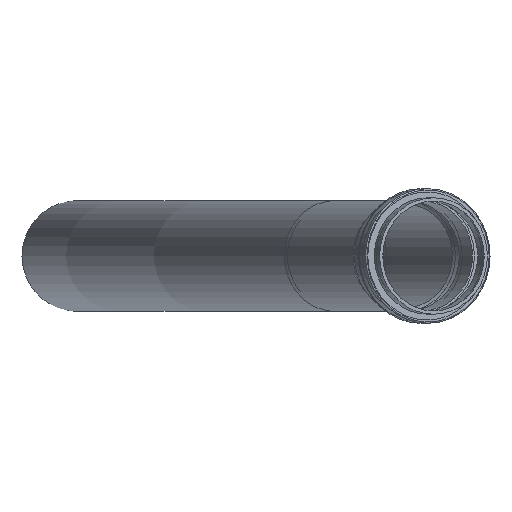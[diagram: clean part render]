
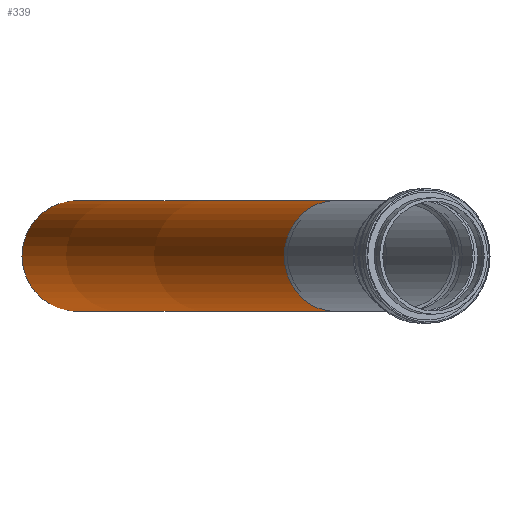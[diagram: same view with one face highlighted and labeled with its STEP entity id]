
A CAD part, left-side view. The second image highlights one B-rep face of the part: STEP entity #339.
In plain terms, the highlighted toroidal (fillet/blend) face has major radius 5000 mm and minor radius 80 mm.
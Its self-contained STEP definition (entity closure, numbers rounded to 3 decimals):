
#15=TOROIDAL_SURFACE('',#397,5000.,80.);
#48=FACE_OUTER_BOUND('',#73,.T.);
#73=EDGE_LOOP('',(#260,#261,#262,#263,#264));
#123=CIRCLE('',#385,80.);
#131=CIRCLE('',#398,80.);
#132=CIRCLE('',#399,80.);
#133=CIRCLE('',#400,4920.);
#158=VERTEX_POINT('',#580);
#166=VERTEX_POINT('',#605);
#167=VERTEX_POINT('',#606);
#190=EDGE_CURVE('',#158,#158,#123,.T.);
#202=EDGE_CURVE('',#166,#167,#131,.T.);
#203=EDGE_CURVE('',#167,#166,#132,.T.);
#204=EDGE_CURVE('',#167,#158,#133,.T.);
#260=ORIENTED_EDGE('',*,*,#202,.F.);
#261=ORIENTED_EDGE('',*,*,#203,.F.);
#262=ORIENTED_EDGE('',*,*,#204,.T.);
#263=ORIENTED_EDGE('',*,*,#190,.T.);
#264=ORIENTED_EDGE('',*,*,#204,.F.);
#339=ADVANCED_FACE('',(#48),#15,.T.);
#385=AXIS2_PLACEMENT_3D('',#581,#453,#454);
#397=AXIS2_PLACEMENT_3D('',#604,#481,#482);
#398=AXIS2_PLACEMENT_3D('',#607,#483,#484);
#399=AXIS2_PLACEMENT_3D('',#608,#485,#486);
#400=AXIS2_PLACEMENT_3D('',#609,#487,#488);
#453=DIRECTION('center_axis',(-0.924,0.383,0.));
#454=DIRECTION('ref_axis',(0.383,0.924,0.));
#481=DIRECTION('center_axis',(0.,0.,1.));
#482=DIRECTION('ref_axis',(1.,0.,0.));
#483=DIRECTION('center_axis',(-0.924,-0.383,0.));
#484=DIRECTION('ref_axis',(-0.383,0.924,0.));
#485=DIRECTION('center_axis',(-0.924,-0.383,0.));
#486=DIRECTION('ref_axis',(-0.383,0.924,0.));
#487=DIRECTION('center_axis',(0.,0.,-1.));
#488=DIRECTION('ref_axis',(1.,0.,0.));
#580=CARTESIAN_POINT('',(1882.802,-454.513,0.));
#581=CARTESIAN_POINT('Origin',(1913.417,-380.602,0.));
#604=CARTESIAN_POINT('Origin',(0.,-5000.,0.));
#605=CARTESIAN_POINT('',(-1944.032,-306.692,0.));
#606=CARTESIAN_POINT('',(-1882.802,-454.513,0.));
#607=CARTESIAN_POINT('Origin',(-1913.417,-380.602,0.));
#608=CARTESIAN_POINT('Origin',(-1913.417,-380.602,0.));
#609=CARTESIAN_POINT('Origin',(0.,-5000.,0.));
